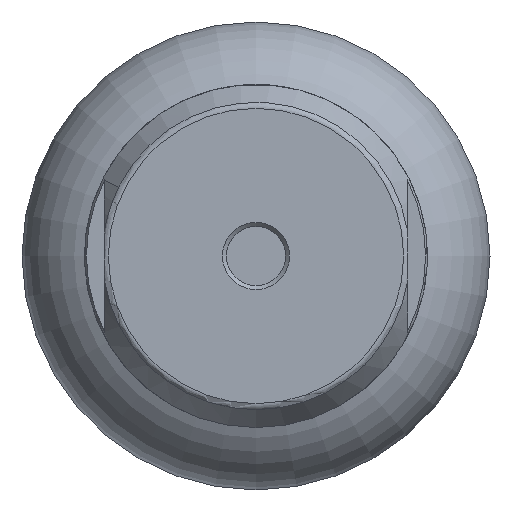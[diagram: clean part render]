
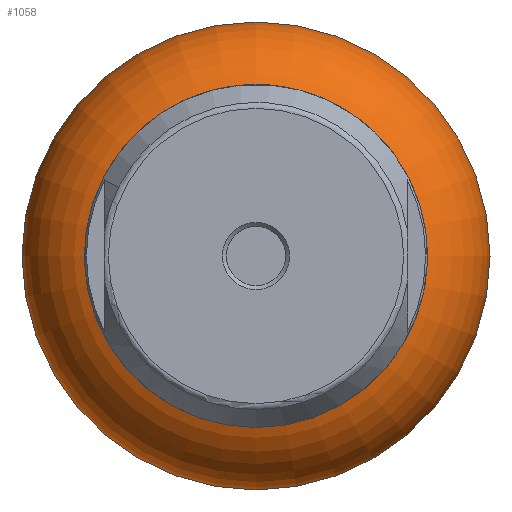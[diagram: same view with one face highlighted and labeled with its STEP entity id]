
A CAD part, front view. The second image highlights one B-rep face of the part: STEP entity #1058.
In plain terms, the highlighted toroidal (fillet/blend) face has major radius 19 mm and minor radius 15 mm.
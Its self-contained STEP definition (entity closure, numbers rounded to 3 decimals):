
#159=TOROIDAL_SURFACE('',#1251,19.,15.);
#218=CIRCLE('',#1246,19.);
#220=CIRCLE('',#1250,19.);
#417=ORIENTED_EDGE('',*,*,#560,.T.);
#418=ORIENTED_EDGE('',*,*,#562,.F.);
#560=EDGE_CURVE('',#665,#665,#218,.T.);
#562=EDGE_CURVE('',#667,#667,#220,.T.);
#665=VERTEX_POINT('',#1892);
#667=VERTEX_POINT('',#1898);
#821=EDGE_LOOP('',(#417));
#822=EDGE_LOOP('',(#418));
#954=FACE_BOUND('',#821,.T.);
#955=FACE_BOUND('',#822,.T.);
#1058=ADVANCED_FACE('',(#954,#955),#159,.T.);
#1246=AXIS2_PLACEMENT_3D('',#1891,#1543,#1544);
#1250=AXIS2_PLACEMENT_3D('',#1897,#1551,#1552);
#1251=AXIS2_PLACEMENT_3D('',#1899,#1553,#1554);
#1543=DIRECTION('',(0.,-1.,0.));
#1544=DIRECTION('',(0.,0.,-1.));
#1551=DIRECTION('',(0.,-1.,0.));
#1552=DIRECTION('',(0.,0.,-1.));
#1553=DIRECTION('',(0.,-1.,0.));
#1554=DIRECTION('',(0.,0.,-1.));
#1891=CARTESIAN_POINT('',(0.,15.,0.));
#1892=CARTESIAN_POINT('',(0.,15.,-19.));
#1897=CARTESIAN_POINT('',(0.,-15.,0.));
#1898=CARTESIAN_POINT('',(0.,-15.,-19.));
#1899=CARTESIAN_POINT('',(0.,0.,0.));
